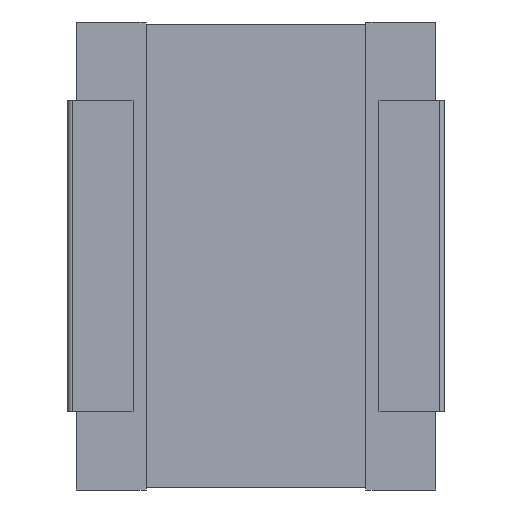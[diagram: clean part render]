
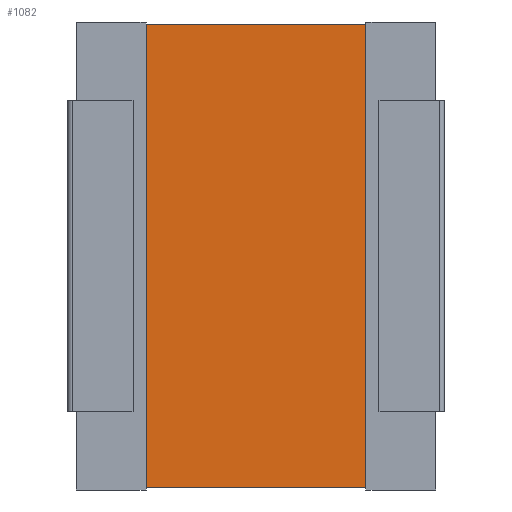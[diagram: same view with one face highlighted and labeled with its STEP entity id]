
A CAD part, front view. The second image highlights one B-rep face of the part: STEP entity #1082.
In plain terms, the highlighted planar face has unit normal (0, -1, 0).
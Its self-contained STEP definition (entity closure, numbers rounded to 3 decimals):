
#18 = LINE ( 'NONE', #42, #221 ) ;
#42 = CARTESIAN_POINT ( 'NONE',  ( 13.301, 0.1, -21.5 ) ) ;
#118 = LINE ( 'NONE', #1351, #3020 ) ;
#221 = VECTOR ( 'NONE', #2952, 1000. ) ;
#470 = AXIS2_PLACEMENT_3D ( 'NONE', #2780, #1055, #3658 ) ;
#515 = ORIENTED_EDGE ( 'NONE', *, *, #838, .F. ) ;
#537 = VERTEX_POINT ( 'NONE', #651 ) ;
#651 = CARTESIAN_POINT ( 'NONE',  ( 13.301, 0.1, -0.1 ) ) ;
#838 = EDGE_CURVE ( 'NONE', #1052, #2360, #118, .T. ) ;
#917 = EDGE_CURVE ( 'NONE', #2879, #537, #18, .T. ) ;
#1052 = VERTEX_POINT ( 'NONE', #1854 ) ;
#1055 = DIRECTION ( 'NONE',  ( 0., 1., 0. ) ) ;
#1082 = ADVANCED_FACE ( 'NONE', ( #2638 ), #1628, .F. ) ;
#1254 = CARTESIAN_POINT ( 'NONE',  ( 3.199, 0.1, -0.1 ) ) ;
#1351 = CARTESIAN_POINT ( 'NONE',  ( 3.199, 0.1, -21.5 ) ) ;
#1628 = PLANE ( 'NONE',  #470 ) ;
#1701 = CARTESIAN_POINT ( 'NONE',  ( 13.301, 0.1, -21.4 ) ) ;
#1854 = CARTESIAN_POINT ( 'NONE',  ( 3.199, 0.1, -21.4 ) ) ;
#1887 = LINE ( 'NONE', #1254, #2997 ) ;
#2013 = EDGE_CURVE ( 'NONE', #537, #2360, #1887, .T. ) ;
#2054 = EDGE_CURVE ( 'NONE', #1052, #2879, #2905, .T. ) ;
#2122 = VECTOR ( 'NONE', #2387, 1000. ) ;
#2360 = VERTEX_POINT ( 'NONE', #2576 ) ;
#2387 = DIRECTION ( 'NONE',  ( 1., 0., 0. ) ) ;
#2424 = DIRECTION ( 'NONE',  ( -1., 0., 0. ) ) ;
#2543 = ORIENTED_EDGE ( 'NONE', *, *, #2054, .T. ) ;
#2576 = CARTESIAN_POINT ( 'NONE',  ( 3.199, 0.1, -0.1 ) ) ;
#2638 = FACE_OUTER_BOUND ( 'NONE', #3031, .T. ) ;
#2780 = CARTESIAN_POINT ( 'NONE',  ( 3.199, 0.1, -21.5 ) ) ;
#2879 = VERTEX_POINT ( 'NONE', #1701 ) ;
#2905 = LINE ( 'NONE', #3616, #2122 ) ;
#2952 = DIRECTION ( 'NONE',  ( 0., 0., 1. ) ) ;
#2997 = VECTOR ( 'NONE', #2424, 1000. ) ;
#3020 = VECTOR ( 'NONE', #3427, 1000. ) ;
#3031 = EDGE_LOOP ( 'NONE', ( #3405, #3162, #515, #2543 ) ) ;
#3162 = ORIENTED_EDGE ( 'NONE', *, *, #2013, .T. ) ;
#3405 = ORIENTED_EDGE ( 'NONE', *, *, #917, .T. ) ;
#3427 = DIRECTION ( 'NONE',  ( 0., 0., 1. ) ) ;
#3616 = CARTESIAN_POINT ( 'NONE',  ( 3.199, 0.1, -21.4 ) ) ;
#3658 = DIRECTION ( 'NONE',  ( 0., 0., 1. ) ) ;
